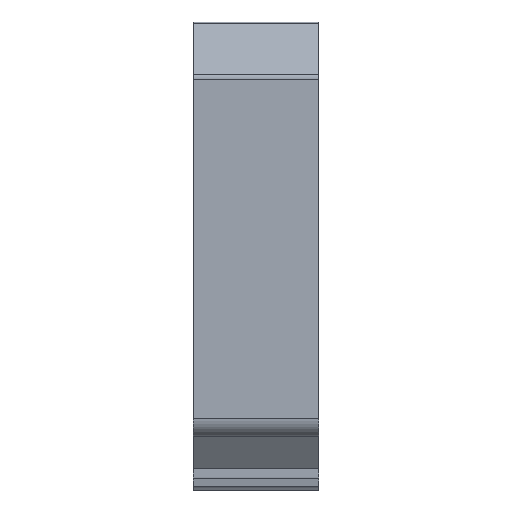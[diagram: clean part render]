
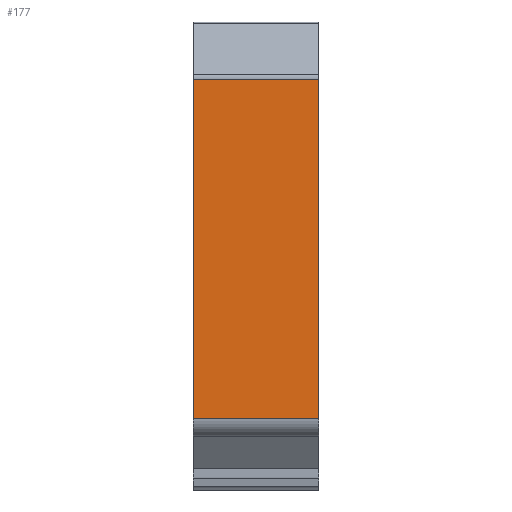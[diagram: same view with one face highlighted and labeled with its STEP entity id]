
A CAD part, front view. The second image highlights one B-rep face of the part: STEP entity #177.
In plain terms, the highlighted planar face has unit normal (0, -1, 0).
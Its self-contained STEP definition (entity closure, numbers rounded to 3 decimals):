
#177=ADVANCED_FACE('',(#281),#232,.F.);
#232=PLANE('',#1373);
#281=FACE_OUTER_BOUND('',#343,.T.);
#343=EDGE_LOOP('',(#527,#528,#529,#530));
#527=ORIENTED_EDGE('',*,*,#971,.T.);
#528=ORIENTED_EDGE('',*,*,#903,.T.);
#529=ORIENTED_EDGE('',*,*,#972,.T.);
#530=ORIENTED_EDGE('',*,*,#973,.T.);
#781=VERTEX_POINT('',#1853);
#782=VERTEX_POINT('',#1855);
#830=VERTEX_POINT('',#1991);
#831=VERTEX_POINT('',#1993);
#903=EDGE_CURVE('',#782,#781,#1071,.T.);
#971=EDGE_CURVE('',#830,#782,#1124,.T.);
#972=EDGE_CURVE('',#781,#831,#1125,.T.);
#973=EDGE_CURVE('',#831,#830,#1126,.T.);
#1071=LINE('',#1854,#1211);
#1124=LINE('',#1990,#1264);
#1125=LINE('',#1992,#1265);
#1126=LINE('',#1994,#1266);
#1211=VECTOR('',#1484,1.);
#1264=VECTOR('',#1607,1.);
#1265=VECTOR('',#1608,1.);
#1266=VECTOR('',#1609,1.);
#1373=AXIS2_PLACEMENT_3D('',#1995,#1610,#1611);
#1484=DIRECTION('',(0.,0.,1.));
#1607=DIRECTION('',(1.,0.,0.));
#1608=DIRECTION('',(-1.,0.,0.));
#1609=DIRECTION('',(0.,0.,-1.));
#1610=DIRECTION('',(0.,1.,0.));
#1611=DIRECTION('',(0.,0.,1.));
#1853=CARTESIAN_POINT('',(20.4,-35.35,20.686));
#1854=CARTESIAN_POINT('',(20.4,-35.35,-34.471));
#1855=CARTESIAN_POINT('',(20.4,-35.35,-34.471));
#1990=CARTESIAN_POINT('',(1.5,-35.35,-34.471));
#1991=CARTESIAN_POINT('',(0.,-35.35,-34.471));
#1992=CARTESIAN_POINT('',(1.5,-35.35,20.686));
#1993=CARTESIAN_POINT('',(0.,-35.35,20.686));
#1994=CARTESIAN_POINT('',(0.,-35.35,21.1));
#1995=CARTESIAN_POINT('',(1.5,-35.35,21.1));
